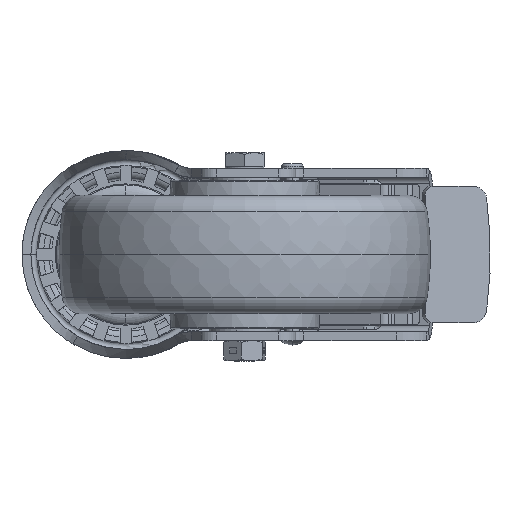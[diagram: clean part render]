
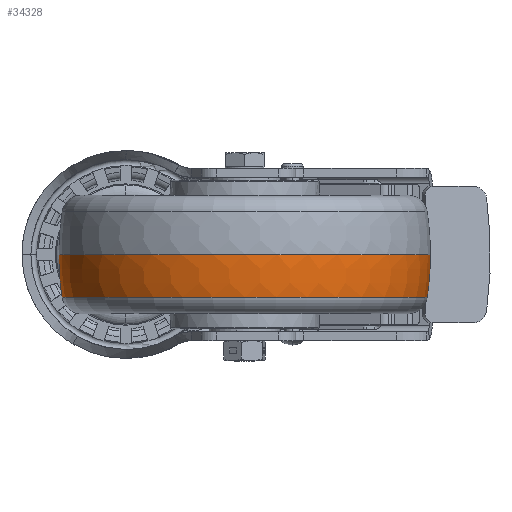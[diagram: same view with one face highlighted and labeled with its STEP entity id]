
A CAD part, front view. The second image highlights one B-rep face of the part: STEP entity #34328.
In plain terms, the highlighted toroidal (fillet/blend) face has major radius 37.5 mm and minor radius 100 mm.
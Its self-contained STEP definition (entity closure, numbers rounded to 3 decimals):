
#1661 = DIRECTION ( 'NONE',  ( 0., 0., 1. ) ) ;
#1805 = CARTESIAN_POINT ( 'NONE',  ( 2.5, -91., 0.056 ) ) ;
#2607 = AXIS2_PLACEMENT_3D ( 'NONE', #16697, #1661, #31644 ) ;
#2703 = VERTEX_POINT ( 'NONE', #41130 ) ;
#5557 = VERTEX_POINT ( 'NONE', #22286 ) ;
#6609 = VERTEX_POINT ( 'NONE', #13160 ) ;
#8956 = CIRCLE ( 'NONE', #26142, 62.5 ) ;
#9791 = EDGE_CURVE ( 'NONE', #31219, #6609, #19649, .T. ) ;
#12561 = CARTESIAN_POINT ( 'NONE',  ( 77.5, -91., 0.056 ) ) ;
#13160 = CARTESIAN_POINT ( 'NONE',  ( -22.5, -91., 0. ) ) ;
#13610 = CARTESIAN_POINT ( 'NONE',  ( 40., -91., 0. ) ) ;
#14749 = CIRCLE ( 'NONE', #42242, 61.456 ) ;
#15986 = ORIENTED_EDGE ( 'NONE', *, *, #35055, .T. ) ;
#16084 = AXIS2_PLACEMENT_3D ( 'NONE', #1805, #32517, #17068 ) ;
#16693 = EDGE_LOOP ( 'NONE', ( #27220, #28202, #15986, #33774 ) ) ;
#16697 = CARTESIAN_POINT ( 'NONE',  ( 40., -91., 0.056 ) ) ;
#17068 = DIRECTION ( 'NONE',  ( 1., 0., 0. ) ) ;
#19649 = CIRCLE ( 'NONE', #25893, 100. ) ;
#22286 = CARTESIAN_POINT ( 'NONE',  ( 102.5, -91., 0. ) ) ;
#24214 = CARTESIAN_POINT ( 'NONE',  ( 40., -91., -14.359 ) ) ;
#25893 = AXIS2_PLACEMENT_3D ( 'NONE', #12561, #30697, #27498 ) ;
#26142 = AXIS2_PLACEMENT_3D ( 'NONE', #13610, #39166, #28786 ) ;
#26233 = EDGE_CURVE ( 'NONE', #5557, #6609, #8956, .T. ) ;
#27220 = ORIENTED_EDGE ( 'NONE', *, *, #9791, .F. ) ;
#27498 = DIRECTION ( 'NONE',  ( -1., 0., 0. ) ) ;
#27656 = CARTESIAN_POINT ( 'NONE',  ( -21.456, -91., -14.359 ) ) ;
#27661 = DIRECTION ( 'NONE',  ( 0., 0., -1. ) ) ;
#28057 = EDGE_CURVE ( 'NONE', #2703, #31219, #14749, .T. ) ;
#28202 = ORIENTED_EDGE ( 'NONE', *, *, #28057, .F. ) ;
#28786 = DIRECTION ( 'NONE',  ( 1., 0., 0. ) ) ;
#30169 = CIRCLE ( 'NONE', #16084, 100. ) ;
#30697 = DIRECTION ( 'NONE',  ( 0., 1., 0. ) ) ;
#31219 = VERTEX_POINT ( 'NONE', #27656 ) ;
#31644 = DIRECTION ( 'NONE',  ( 1., 0., 0. ) ) ;
#32517 = DIRECTION ( 'NONE',  ( 0., -1., 0. ) ) ;
#33774 = ORIENTED_EDGE ( 'NONE', *, *, #26233, .T. ) ;
#34328 = ADVANCED_FACE ( 'NONE', ( #34870 ), #45056, .T. ) ;
#34870 = FACE_OUTER_BOUND ( 'NONE', #16693, .T. ) ;
#35055 = EDGE_CURVE ( 'NONE', #2703, #5557, #30169, .T. ) ;
#39166 = DIRECTION ( 'NONE',  ( 0., 0., -1. ) ) ;
#41130 = CARTESIAN_POINT ( 'NONE',  ( 101.456, -91., -14.359 ) ) ;
#42242 = AXIS2_PLACEMENT_3D ( 'NONE', #24214, #27661, #47124 ) ;
#45056 = TOROIDAL_SURFACE ( 'NONE', #2607, -37.5, 100. ) ;
#47124 = DIRECTION ( 'NONE',  ( 1., 0., 0. ) ) ;
